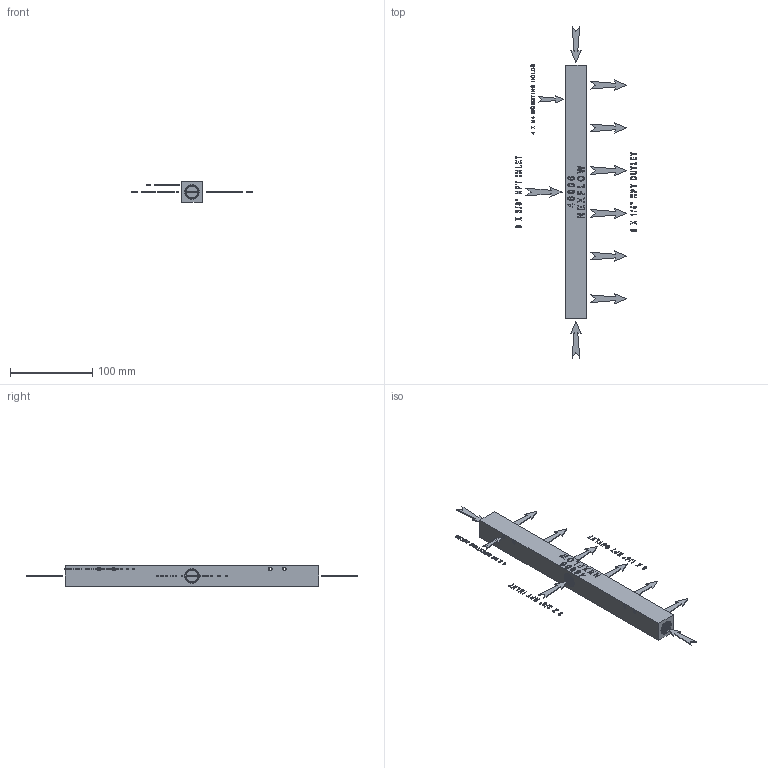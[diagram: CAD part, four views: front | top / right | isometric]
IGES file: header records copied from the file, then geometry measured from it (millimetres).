
Start section: START RECORD GO HERE.
Global section: file name: 25.4 mm sq 6 holes manifold.igs; native system: DASSAULT SYSTEMES CATIA V5 R20 - www.3ds.com; preprocessor: CATIA Version 5 Release 20 ; author: DRAFTMAN; organization: KJNDESGN; date: 20150302.174211; units: millimetre
Bounding box: 147.24 x 404.14 x 25.4 mm (x, y, z)
Volume: 182504.9 mm3; surface area: 50364.1 mm2
Topology: 59 solids, 59 shells, 2315 faces, 6098 edges, 3946 vertices
Faces by surface type: bspline 779, plane 688, revolution 430, extrusion 418
